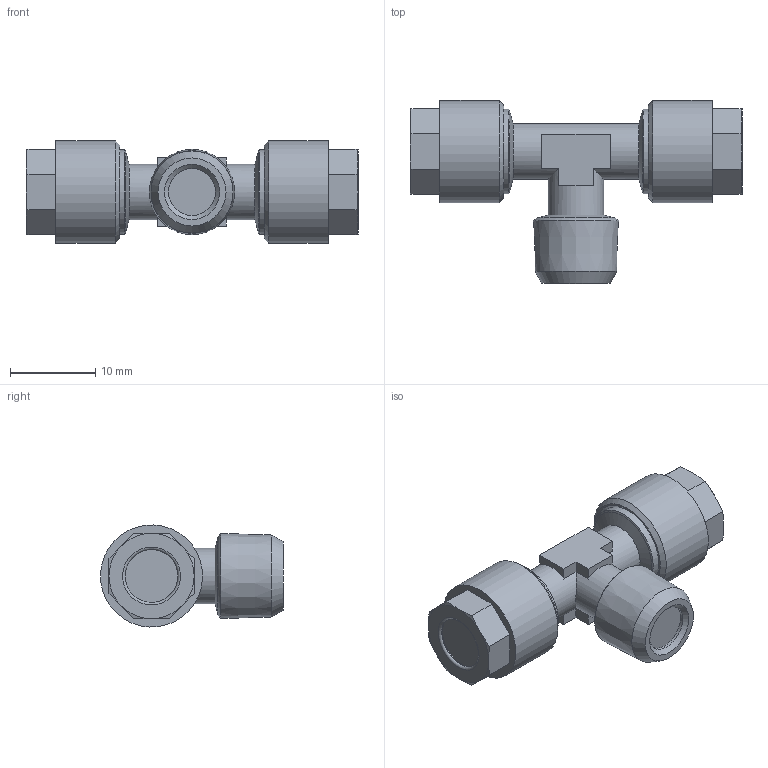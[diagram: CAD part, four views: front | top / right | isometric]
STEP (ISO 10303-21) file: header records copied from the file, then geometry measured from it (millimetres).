
FILE_DESCRIPTION(/* description */ (''),/* implementation_level */ '2;1');
FILE_NAME(/* name */ 'te_184_msv.stp',/* time_stamp */ '2016-06-22T17:00:26+02:00',/* author */ ('hamoud'),/* organization */ (''),/* preprocessor_version */ 'ST-DEVELOPER v15.6',/* originating_system */ 'Autodesk Inventor LT ',/* authorisation */ '');
FILE_SCHEMA (('AUTOMOTIVE_DESIGN { 1 0 10303 214 3 1 1 }'));
Length unit declared in the file: millimetre
Products named in the file (1): te_184_msv
Bounding box: 39 x 21.49 x 11.99 mm (x, y, z)
Volume: 3661.1 mm3; surface area: 2017.9 mm2
Topology: 1 solids, 1 shells, 84 faces, 192 edges, 118 vertices
Faces by surface type: plane 44, cone 26, cylinder 9, torus 5
Full cylindrical faces by diameter (mm): 5.5 x1, 6.2 x2, 6.5 x2, 9.9 x2, 12 x2
Entity records: 2137 total; most frequent: CARTESIAN_POINT 419, DIRECTION 352, ORIENTED_EDGE 320, EDGE_CURVE 160, AXIS2_PLACEMENT_3D 139, EDGE_LOOP 116, VERTEX_POINT 110, FACE_OUTER_BOUND 84
